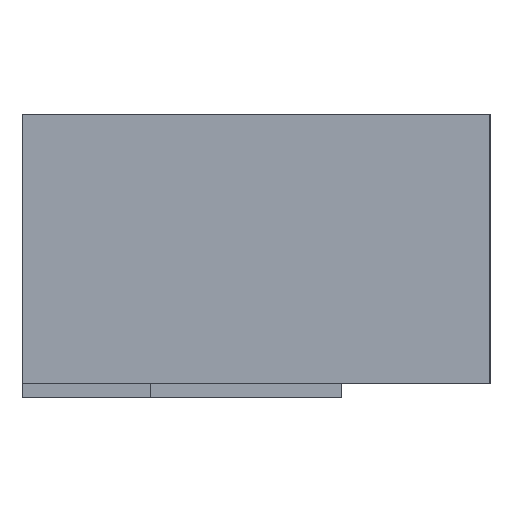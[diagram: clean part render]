
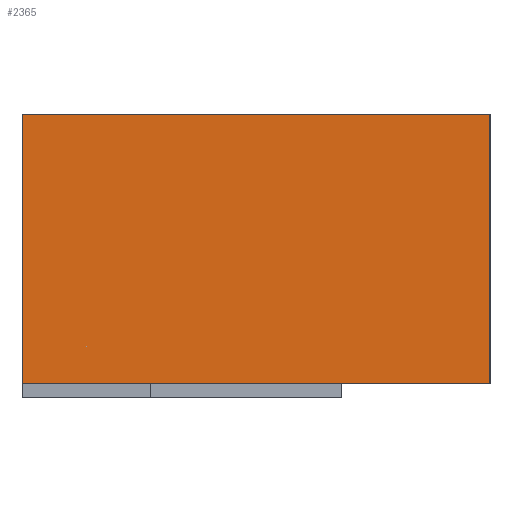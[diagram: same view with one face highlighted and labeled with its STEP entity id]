
A CAD part, left-side view. The second image highlights one B-rep face of the part: STEP entity #2365.
In plain terms, the highlighted planar face has unit normal (-1, 0, 0).
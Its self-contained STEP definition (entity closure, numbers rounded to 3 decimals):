
#65 = EDGE_CURVE ( 'NONE', #2074, #3825, #6532, .T. ) ;
#145 = LINE ( 'NONE', #1258, #1736 ) ;
#270 = ORIENTED_EDGE ( 'NONE', *, *, #6777, .F. ) ;
#324 = FACE_OUTER_BOUND ( 'NONE', #2938, .T. ) ;
#334 = DIRECTION ( 'NONE',  ( 0., -1., 0. ) ) ;
#834 = EDGE_CURVE ( 'NONE', #2730, #2074, #2674, .T. ) ;
#1258 = CARTESIAN_POINT ( 'NONE',  ( -13.25, 0., -1.8 ) ) ;
#1702 = EDGE_CURVE ( 'NONE', #7280, #3825, #5160, .T. ) ;
#1736 = VECTOR ( 'NONE', #3060, 1000. ) ;
#2074 = VERTEX_POINT ( 'NONE', #7274 ) ;
#2075 = CARTESIAN_POINT ( 'NONE',  ( -13.25, 6.6, 2. ) ) ;
#2365 = ADVANCED_FACE ( 'NONE', ( #324 ), #7221, .F. ) ;
#2537 = AXIS2_PLACEMENT_3D ( 'NONE', #2075, #3792, #5533 ) ;
#2674 = LINE ( 'NONE', #7191, #7108 ) ;
#2730 = VERTEX_POINT ( 'NONE', #3782 ) ;
#2938 = EDGE_LOOP ( 'NONE', ( #7001, #270, #5524, #5458 ) ) ;
#3060 = DIRECTION ( 'NONE',  ( 0., 1., 0. ) ) ;
#3137 = CARTESIAN_POINT ( 'NONE',  ( -13.25, 6.6, 2. ) ) ;
#3647 = CARTESIAN_POINT ( 'NONE',  ( -13.25, 0., -1.8 ) ) ;
#3699 = CARTESIAN_POINT ( 'NONE',  ( -13.25, 0., 2. ) ) ;
#3782 = CARTESIAN_POINT ( 'NONE',  ( -13.25, 6.6, -1.8 ) ) ;
#3792 = DIRECTION ( 'NONE',  ( 1., 0., 0. ) ) ;
#3825 = VERTEX_POINT ( 'NONE', #3699 ) ;
#3939 = VECTOR ( 'NONE', #6508, 1000. ) ;
#4972 = DIRECTION ( 'NONE',  ( 0., 0., 1. ) ) ;
#5160 = LINE ( 'NONE', #5693, #3939 ) ;
#5458 = ORIENTED_EDGE ( 'NONE', *, *, #65, .F. ) ;
#5524 = ORIENTED_EDGE ( 'NONE', *, *, #1702, .T. ) ;
#5533 = DIRECTION ( 'NONE',  ( 0., 0., -1. ) ) ;
#5693 = CARTESIAN_POINT ( 'NONE',  ( -13.25, 0., 2. ) ) ;
#6280 = VECTOR ( 'NONE', #334, 1000. ) ;
#6508 = DIRECTION ( 'NONE',  ( 0., 0., 1. ) ) ;
#6532 = LINE ( 'NONE', #3137, #6280 ) ;
#6777 = EDGE_CURVE ( 'NONE', #7280, #2730, #145, .T. ) ;
#7001 = ORIENTED_EDGE ( 'NONE', *, *, #834, .F. ) ;
#7108 = VECTOR ( 'NONE', #4972, 1000. ) ;
#7191 = CARTESIAN_POINT ( 'NONE',  ( -13.25, 6.6, 2. ) ) ;
#7221 = PLANE ( 'NONE',  #2537 ) ;
#7274 = CARTESIAN_POINT ( 'NONE',  ( -13.25, 6.6, 2. ) ) ;
#7280 = VERTEX_POINT ( 'NONE', #3647 ) ;
